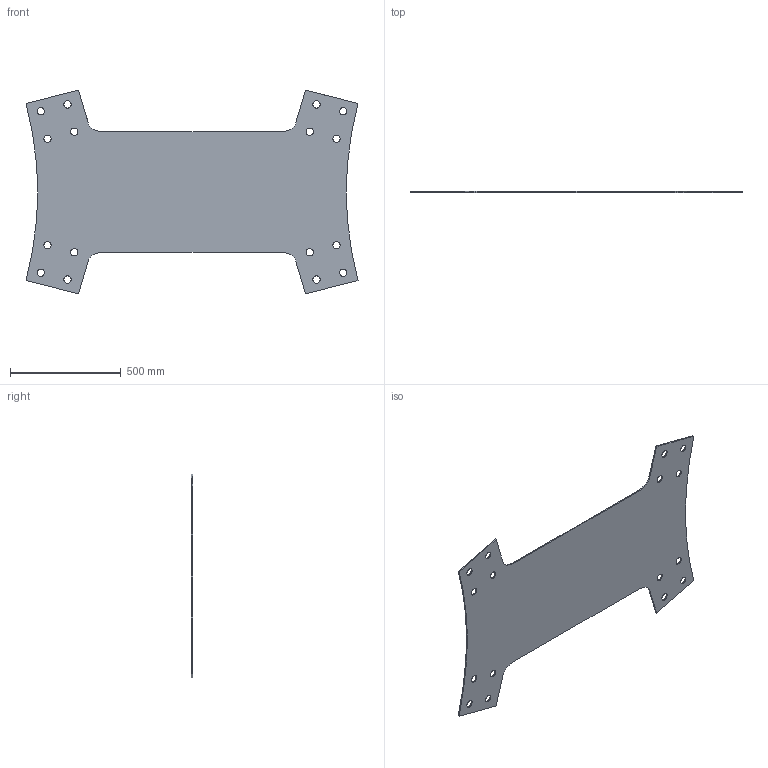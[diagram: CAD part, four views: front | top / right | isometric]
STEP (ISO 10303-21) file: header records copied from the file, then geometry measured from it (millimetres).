
FILE_DESCRIPTION(/* description */ (''),/* implementation_level */ '2;1');
FILE_NAME(/* name */ 'base.step',/* time_stamp */ '2025-06-09T09:29:52+03:00',/* author */ (''),/* organization */ (''),/* preprocessor_version */ 'ST-DEVELOPER v20.1',/* originating_system */ 'Autodesk Translation Framework v14.4.0.0',/* authorisation */ '');
FILE_SCHEMA (('AUTOMOTIVE_DESIGN { 1 0 10303 214 3 1 1 }'));
Length unit declared in the file: millimetre
Products named in the file (1): (Unsaved)
Bounding box: 1500.75 x 5 x 921.72 mm (x, y, z)
Surface area: 1872200 mm2 (no closed solid volume)
Topology: 0 solids, 1 shells, 47 faces, 147 edges, 97 vertices
Faces by surface type: cylinder 24, plane 23
Full cylindrical faces by diameter (mm): 33 x16
Entity records: 1737 total; most frequent: CARTESIAN_POINT 295, DIRECTION 290, ORIENTED_EDGE 280, EDGE_CURVE 147, LINE 98, VECTOR 98, VERTEX_POINT 97, AXIS2_PLACEMENT_3D 96
